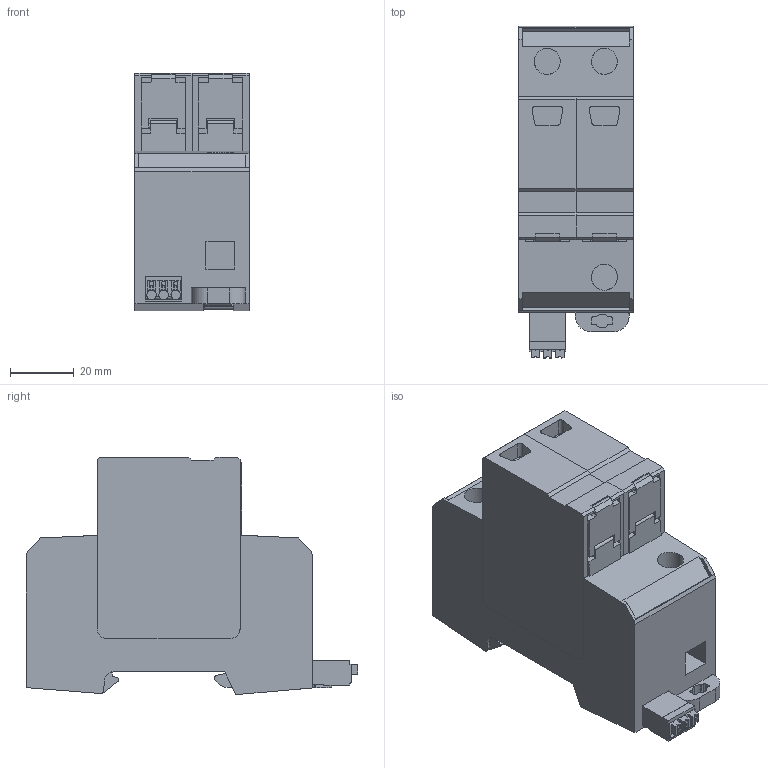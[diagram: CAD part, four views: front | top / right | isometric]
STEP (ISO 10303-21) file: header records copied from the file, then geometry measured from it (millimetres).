
FILE_DESCRIPTION(('CATIA V5 STEP Exchange','CAx-IF Rec.Pracs.--- Model Styling and Organization---1.4--- 2014-01-23'),'2;1');
FILE_NAME ('D1415767_3', '2020-12-03T09:13:47+00:00', ('none'), ('Weidmueller'), 'CATIA Version 5-6 Release 2016 SP3 HF44', 'CATIA V5 STEP AP214', 'none');
FILE_SCHEMA(('AUTOMOTIVE_DESIGN { 1 0 10303 214 1 1 1 1 }'));
Length unit declared in the file: millimetre
Products named in the file (1): S3D_VPU_AC_II_US_1-1_R_XXX
Bounding box: 36 x 104.5 x 74.75 mm (x, y, z)
Volume: 182221.9 mm3; surface area: 48621.7 mm2
Topology: 23 solids, 23 shells, 708 faces, 1974 edges, 1353 vertices
Faces by surface type: plane 544, cylinder 126, extrusion 32, cone 6
Entity records: 23379 total; most frequent: CARTESIAN_POINT 5099, ORIENTED_EDGE 3948, DIRECTION 2957, EDGE_CURVE 1974, VECTOR 1544, LINE 1512, VERTEX_POINT 1353, AXIS2_PLACEMENT_3D 849
